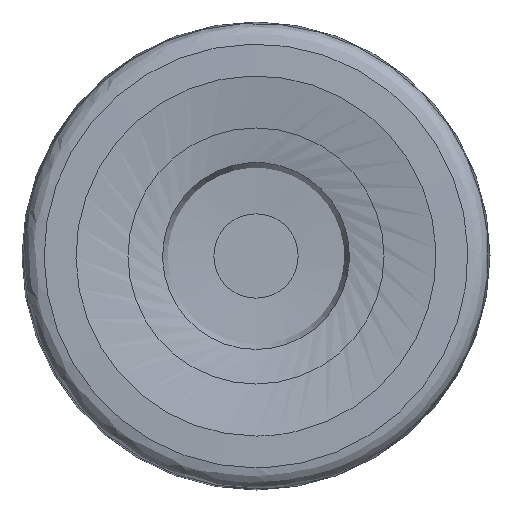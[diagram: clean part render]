
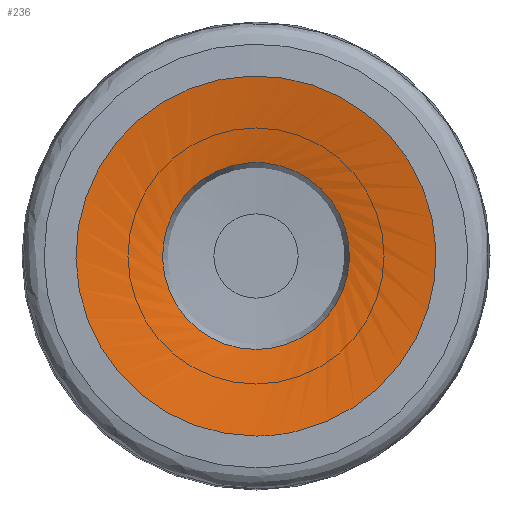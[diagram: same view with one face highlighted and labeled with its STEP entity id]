
A CAD part, left-side view. The second image highlights one B-rep face of the part: STEP entity #236.
In plain terms, the highlighted face is a revolution surface.
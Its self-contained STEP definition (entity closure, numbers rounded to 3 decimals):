
#33=SURFACE_OF_REVOLUTION('',#51,#43);
#43=AXIS1_PLACEMENT('',#590,#515);
#51=LINE('',#589,#59);
#59=VECTOR('',#514,3.598);
#213=FACE_BOUND('',#281,.T.);
#214=FACE_BOUND('',#282,.T.);
#236=ADVANCED_FACE('',(#213,#214),#33,.T.);
#281=EDGE_LOOP('',(#323));
#282=EDGE_LOOP('',(#324));
#323=ORIENTED_EDGE('',*,*,#358,.F.);
#324=ORIENTED_EDGE('',*,*,#366,.T.);
#337=VERTEX_POINT('',#554);
#345=VERTEX_POINT('',#586);
#358=EDGE_CURVE('',#337,#337,#379,.T.);
#366=EDGE_CURVE('',#345,#345,#389,.T.);
#379=CIRCLE('',#415,6.188);
#389=CIRCLE('',#425,3.212);
#415=AXIS2_PLACEMENT_3D('',#553,#476,#477);
#425=AXIS2_PLACEMENT_3D('',#585,#510,#511);
#476=DIRECTION('',(1.,0.,0.));
#477=DIRECTION('',(0.,0.,-1.));
#510=DIRECTION('',(1.,0.,0.));
#511=DIRECTION('',(0.,0.,-1.));
#514=DIRECTION('',(-0.15,-0.945,-0.29));
#515=DIRECTION('',(1.,0.,0.));
#553=CARTESIAN_POINT('',(-0.042,0.,0.));
#554=CARTESIAN_POINT('',(-0.042,0.,-6.188));
#585=CARTESIAN_POINT('',(0.499,0.,0.));
#586=CARTESIAN_POINT('',(0.499,0.,-3.212));
#589=CARTESIAN_POINT('',(0.499,-2.759,1.644));
#590=CARTESIAN_POINT('',(0.,0.,0.));
